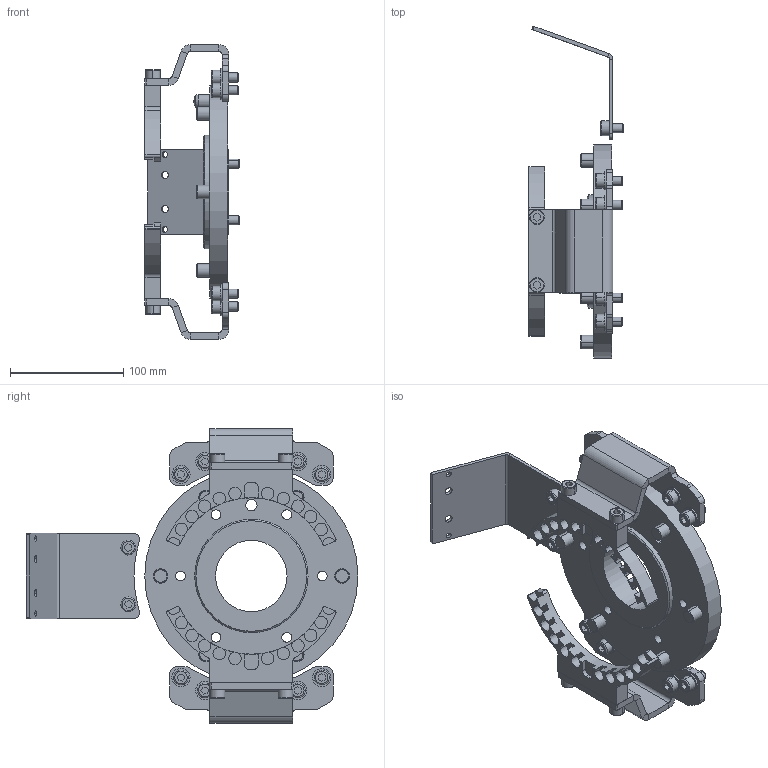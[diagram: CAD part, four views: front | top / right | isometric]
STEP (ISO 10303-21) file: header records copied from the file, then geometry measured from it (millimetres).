
FILE_DESCRIPTION (( 'STEP AP203' ), '1' );
FILE_NAME ('P6492.STEP', '2020-01-07T07:29:49', ( 'admin' ), ( '' ), 'SwSTEP 2.0', 'SolidWorks 2017', '' );
FILE_SCHEMA (( 'CONFIG_CONTROL_DESIGN' ));
Length unit declared in the file: millimetre
Products named in the file (1): P6492
Bounding box: 83 x 292.65 x 260 mm (x, y, z)
Volume: 675177 mm3; surface area: 205703.7 mm2
Topology: 35 solids, 35 shells, 784 faces, 1844 edges, 1172 vertices
Faces by surface type: cylinder 345, plane 337, cone 60, torus 40, sphere 2
Entity records: 22749 total; most frequent: DIRECTION 4278, CARTESIAN_POINT 3791, ORIENTED_EDGE 3668, EDGE_CURVE 1834, AXIS2_PLACEMENT_3D 1659, VERTEX_POINT 1172, LINE 960, VECTOR 960
